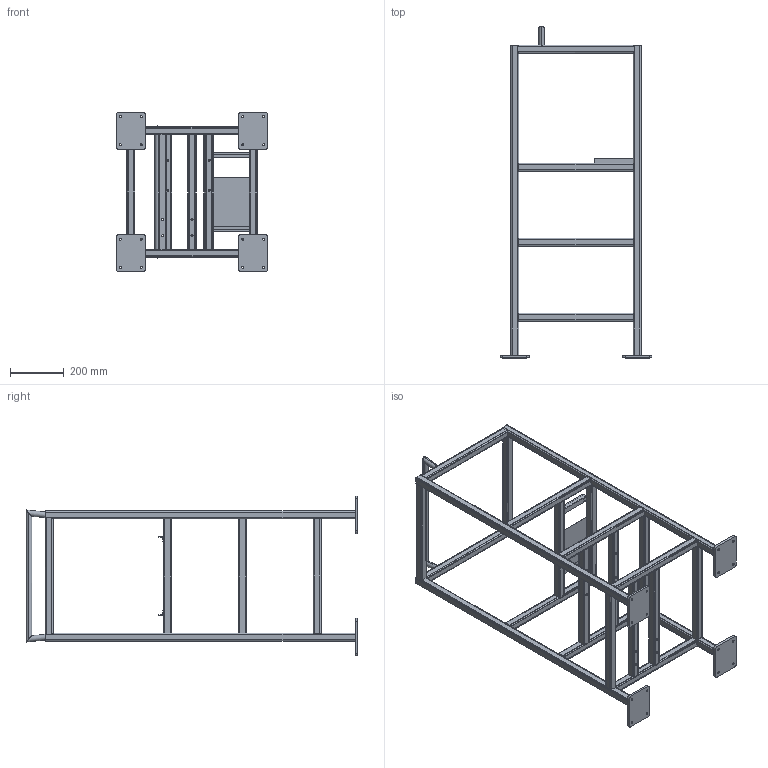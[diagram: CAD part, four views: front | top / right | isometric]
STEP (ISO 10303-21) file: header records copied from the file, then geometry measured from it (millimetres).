
FILE_DESCRIPTION (( 'STEP AP214' ), '1' );
FILE_NAME ('Frame revised 2 step.STEP', '2024-04-10T02:41:54', ( '' ), ( '' ), 'SwSTEP 2.0', 'SolidWorks 2022', '' );
FILE_SCHEMA (( 'AUTOMOTIVE_DESIGN' ));
Length unit declared in the file: millimetre
Products named in the file (1): Frame revised 2 step
Bounding box: 567 x 1239.85 x 597 mm (x, y, z)
Volume: 4153275.9 mm3; surface area: 2936644.8 mm2
Topology: 33 solids, 33 shells, 614 faces, 1554 edges, 988 vertices
Faces by surface type: cylinder 302, plane 296, bspline 16
Entity records: 24620 total; most frequent: CARTESIAN_POINT 4865, ORIENTED_EDGE 3108, DIRECTION 2980, EDGE_CURVE 1554, AXIS2_PLACEMENT_3D 995, LINE 990, VECTOR 990, VERTEX_POINT 988
